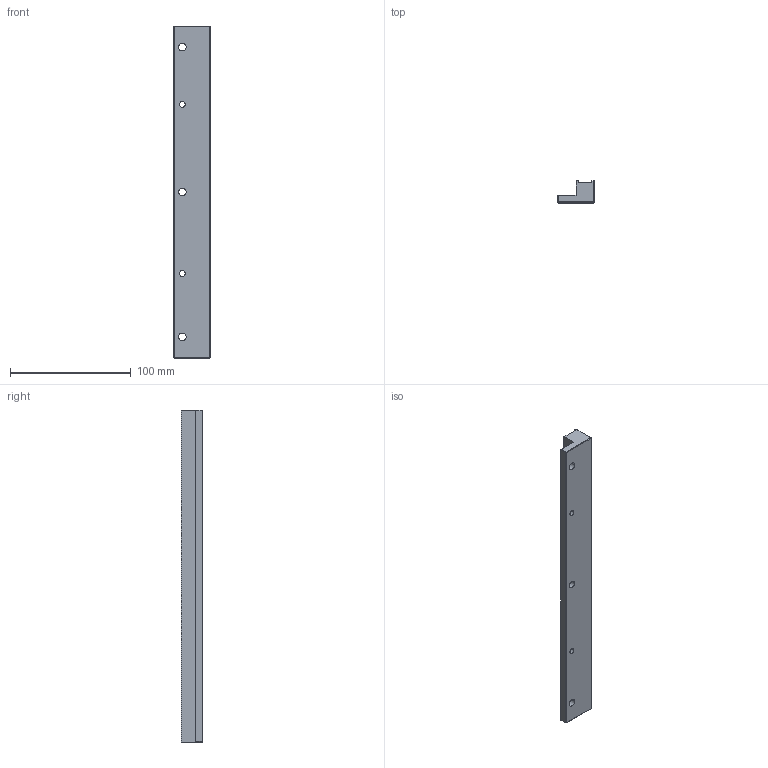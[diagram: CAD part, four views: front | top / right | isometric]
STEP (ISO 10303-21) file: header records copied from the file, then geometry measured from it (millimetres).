
FILE_DESCRIPTION((''),'2;1');
FILE_NAME('50-002019-00131','2020-01-08T16:20:24',('t.kolegar'),('Mechatronic Design & Solutions s.r.o.'),'CREO PARAMETRIC BY PTC INC, 2018020','CREO PARAMETRIC BY PTC INC, 2018020','');
FILE_SCHEMA(('CONFIG_CONTROL_DESIGN'));
Length unit declared in the file: millimetre
Products named in the file (1): 50-002019-00131
Bounding box: 30 x 18 x 275 mm (x, y, z)
Volume: 95072.9 mm3; surface area: 27893.2 mm2
Topology: 1 solids, 3 shells, 44 faces, 130 edges, 98 vertices
Faces by surface type: plane 22, cylinder 18, cone 4
Entity records: 1490 total; most frequent: DIRECTION 256, CARTESIAN_POINT 249, ORIENTED_EDGE 224, EDGE_CURVE 116, VECTOR 86, LINE 86, AXIS2_PLACEMENT_3D 85, VERTEX_POINT 78
